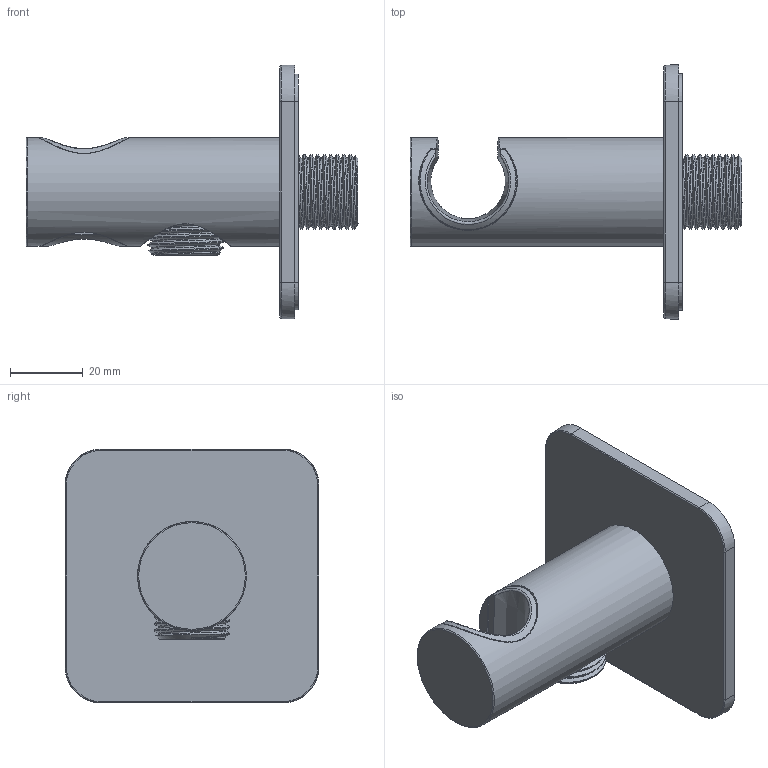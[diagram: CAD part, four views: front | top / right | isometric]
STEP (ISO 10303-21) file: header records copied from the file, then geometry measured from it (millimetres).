
FILE_DESCRIPTION(/* description */ ('Unknown'),/* implementation_level */ '2;1');
FILE_NAME(/* name */ 'GL515-00',/* time_stamp */ '2021-04-12T15:19:07+02:00',/* author */ ('Unknown'),/* organization */ ('Unknown'),/* preprocessor_version */ 'ST-DEVELOPER v16.7',/* originating_system */ 'DEX',/* authorisation */ $);
FILE_SCHEMA (('AUTOMOTIVE_DESIGN {1 0 10303 214 3 1 1}'));
Length unit declared in the file: millimetre
Products named in the file (2): GL515-00; E095041_SEMPL
Assembly tree (1 placements, depth 2):
  GL515-00
    E095041_SEMPL
Bounding box: 91.5 x 70 x 70 mm (x, y, z)
Volume: 61767.3 mm3; surface area: 26494.6 mm2
Topology: 1 solids, 1 shells, 241 faces, 601 edges, 374 vertices
Faces by surface type: plane 76, cylinder 74, bspline 39, cone 20, sphere 20, torus 12
Full cylindrical faces by diameter (mm): 18.5 x1, 21.8 x1, 23.6 x1, 30 x1
Entity records: 14343 total; most frequent: CARTESIAN_POINT 7391, ORIENTED_EDGE 1146, DIRECTION 994, EDGE_CURVE 573, AXIS2_PLACEMENT_3D 393, VERTEX_POINT 359, EDGE_LOOP 264, FACE_BOUND 264
